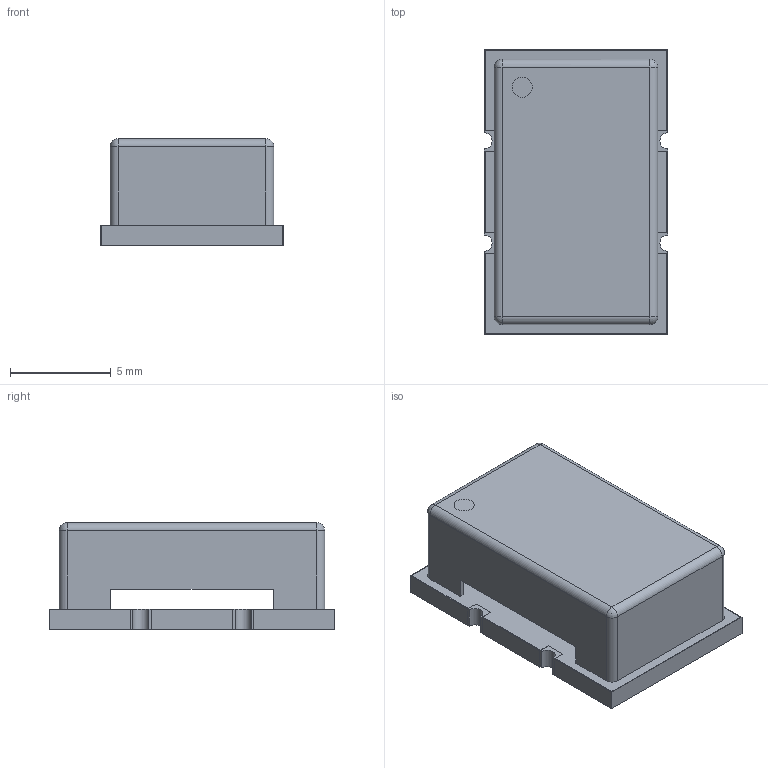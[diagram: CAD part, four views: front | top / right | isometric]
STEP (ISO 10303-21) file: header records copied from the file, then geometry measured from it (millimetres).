
FILE_DESCRIPTION(/* description */ (''),/* implementation_level */ '2;1');
FILE_NAME(/* name */ 'OSC_CRYSTEK_CVCSO-914.stp',/* time_stamp */ '2017-08-31T15:47:23+02:00',/* author */ ('jchouvet'),/* organization */ (''),/* preprocessor_version */ 'ST-DEVELOPER v16.1',/* originating_system */ 'AutoCAD Mechanical',/* authorisation */ '');
FILE_SCHEMA (('AUTOMOTIVE_DESIGN { 1 0 10303 214 3 1 1 }'));
Length unit declared in the file: millimetre
Products named in the file (1): Product
Bounding box: 9.14 x 14.2 x 5.3 mm (x, y, z)
Volume: 179.4 mm3; surface area: 980.2 mm2
Topology: 15 solids, 15 shells, 193 faces, 477 edges, 314 vertices
Faces by surface type: plane 175, cylinder 14, sphere 4
Full cylindrical faces by diameter (mm): 1 x2
Entity records: 5616 total; most frequent: CARTESIAN_POINT 978, ORIENTED_EDGE 944, DIRECTION 888, EDGE_CURVE 472, LINE 444, VECTOR 444, VERTEX_POINT 312, AXIS2_PLACEMENT_3D 222
